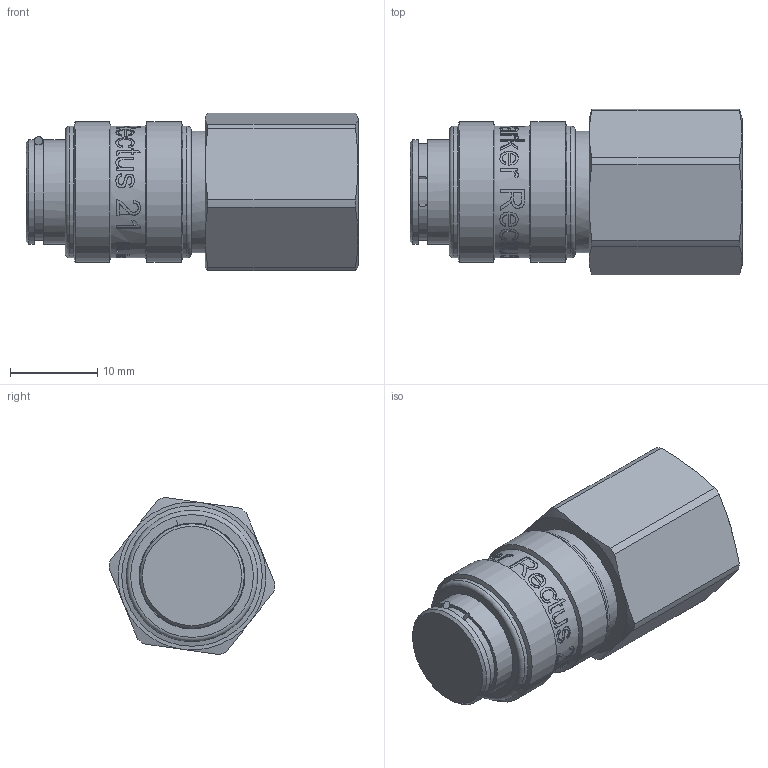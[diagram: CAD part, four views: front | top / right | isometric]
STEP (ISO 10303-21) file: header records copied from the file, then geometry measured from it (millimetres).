
FILE_DESCRIPTION((''),'2;1');
FILE_NAME('21kaim14mpn.stp','2014-05-15T08:33:51',('IA176480'),(''),'Autodesk Inventor 2013','Autodesk Inventor 2013','');
FILE_SCHEMA(('AUTOMOTIVE_DESIGN { 1 0 10303 214 1 1 1 1 }'));
Length unit declared in the file: millimetre
Products named in the file (1): D110516
Bounding box: 38.15 x 19.06 x 18.07 mm (x, y, z)
Volume: 6489.3 mm3; surface area: 4254.3 mm2
Topology: 2 solids, 3 shells, 459 faces, 1199 edges, 790 vertices
Faces by surface type: bspline 214, plane 151, cylinder 62, cone 26, torus 6
Full cylindrical faces by diameter (mm): 7.5 x1, 10.221 x1, 10.7 x1, 11.15 x1, 12 x2, 12.15 x2, 12.5 x1, 14 x3, 15.1 x3, 16.15 x2
Entity records: 60902 total; most frequent: CARTESIAN_POINT 51045, ORIENTED_EDGE 2296, DIRECTION 1197, EDGE_CURVE 1148, VERTEX_POINT 778, B_SPLINE_CURVE_WITH_KNOTS 559, EDGE_LOOP 544, FACE_OUTER_BOUND 458
